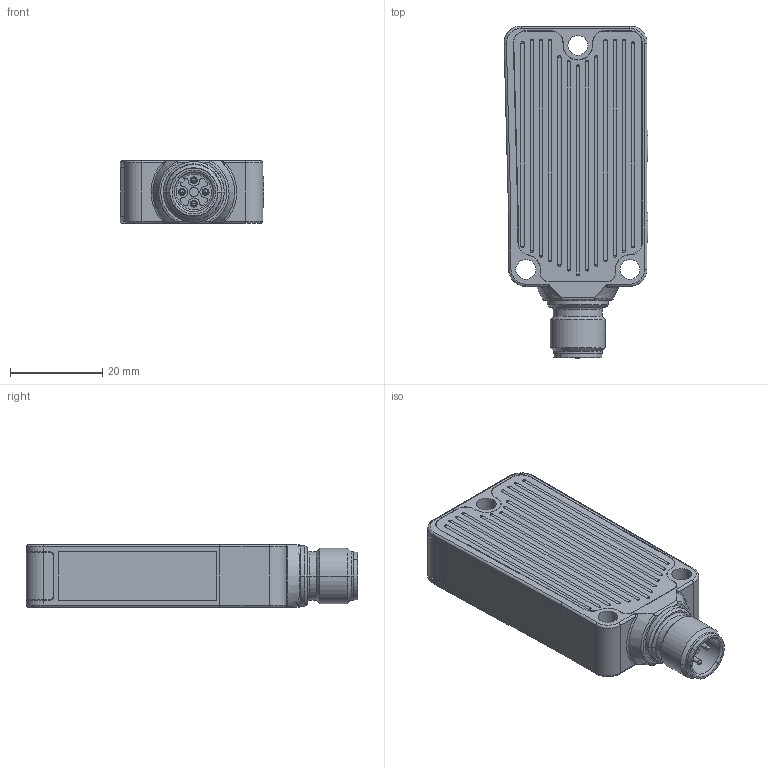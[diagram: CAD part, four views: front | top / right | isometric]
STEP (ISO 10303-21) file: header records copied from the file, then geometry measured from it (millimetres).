
FILE_DESCRIPTION((''),'2;1');
FILE_NAME('DB003348_MLV41-54-G-V_SW0001','2007-12-13T',('pfolte'),(''),'PRO/ENGINEER BY PARAMETRIC TECHNOLOGY CORPORATION, 2006300','PRO/ENGINEER BY PARAMETRIC TECHNOLOGY CORPORATION, 2006300','');
FILE_SCHEMA(('CONFIG_CONTROL_DESIGN'));
Length unit declared in the file: millimetre
Products named in the file (1): DB003348_MLV41-54-G-V_SW0001
Bounding box: 31.2 x 72 x 13.6 mm (x, y, z)
Volume: 23835 mm3; surface area: 8978.2 mm2
Topology: 1 solids, 6 shells, 490 faces, 1208 edges, 780 vertices
Faces by surface type: cylinder 203, plane 138, sphere 60, torus 34, bspline 30, cone 25
Entity records: 16240 total; most frequent: CARTESIAN_POINT 4442, DIRECTION 2561, ORIENTED_EDGE 2384, EDGE_CURVE 1192, AXIS2_PLACEMENT_3D 993, VERTEX_POINT 757, VECTOR 575, LINE 575
